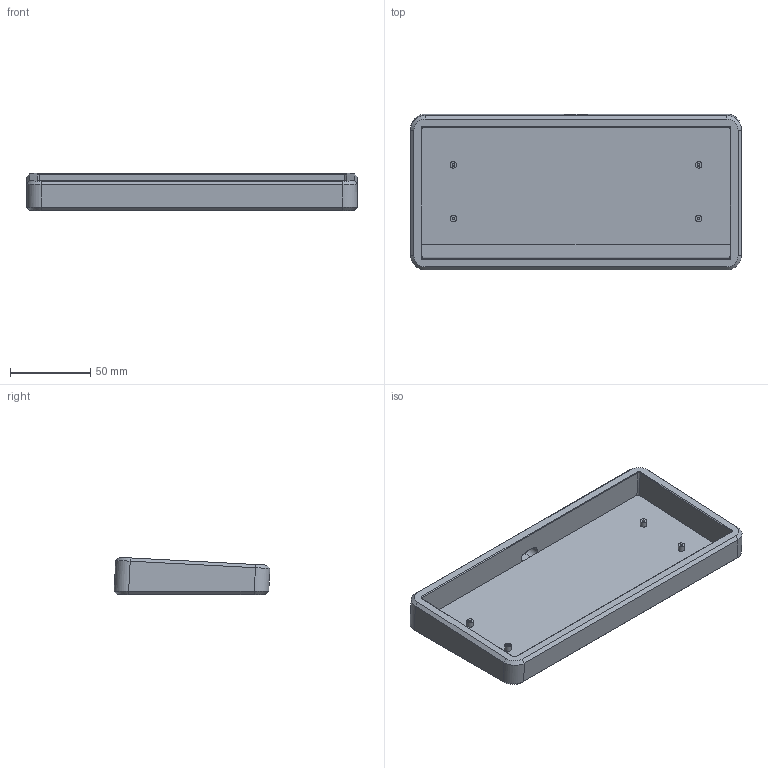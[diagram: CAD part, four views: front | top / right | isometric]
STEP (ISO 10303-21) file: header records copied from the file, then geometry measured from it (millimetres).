
FILE_DESCRIPTION(/* description */ (''),/* implementation_level */ '2;1');
FILE_NAME(/* name */ 'CNC Bruce the MFR2 Tray Mount.step',/* time_stamp */ '2024-10-21T18:35:38-07:00',/* author */ (''),/* organization */ (''),/* preprocessor_version */ 'ST-DEVELOPER v20',/* originating_system */ 'Autodesk Translation Framework v13.20.0.188',/* authorisation */ '');
FILE_SCHEMA (('AUTOMOTIVE_DESIGN { 1 0 10303 214 3 1 1 }'));
Length unit declared in the file: millimetre
Products named in the file (1): CNC Bruce the MFR2
Bounding box: 205.5 x 96.84 x 23.17 mm (x, y, z)
Volume: 122364.5 mm3; surface area: 60161.7 mm2
Topology: 1 solids, 1 shells, 89 faces, 191 edges, 116 vertices
Faces by surface type: plane 45, cylinder 24, cone 12, bspline 8
Full cylindrical faces by diameter (mm): 1.6 x4, 4 x4, 6.5 x4
Entity records: 2568 total; most frequent: CARTESIAN_POINT 613, DIRECTION 397, ORIENTED_EDGE 382, EDGE_CURVE 191, AXIS2_PLACEMENT_3D 140, LINE 117, VECTOR 117, VERTEX_POINT 116
